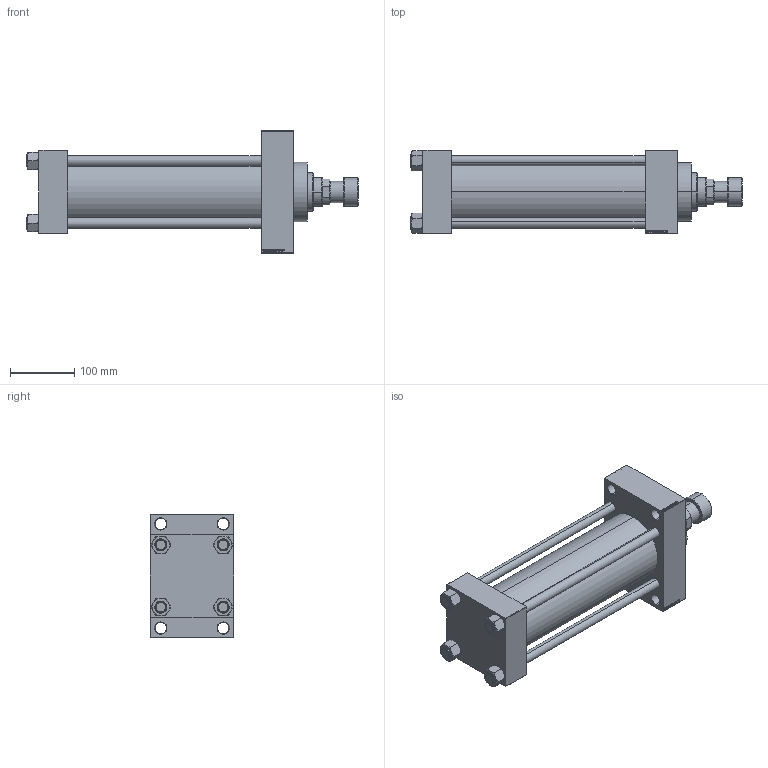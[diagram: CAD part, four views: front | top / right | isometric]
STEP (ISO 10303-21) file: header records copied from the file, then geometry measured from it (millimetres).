
FILE_DESCRIPTION (( 'STEP AP203' ), '1' );
FILE_NAME ('7feb.STEP', '2023-09-06T11:32:43', ( '' ), ( '' ), 'SwSTEP 2.0', 'SolidWorks 2019', '' );
FILE_SCHEMA (( 'CONFIG_CONTROL_DESIGN' ));
Length unit declared in the file: millimetre
Products named in the file (7): V215CR_D_Body a2064bbc6b620b49ad7a0cc107f29760; 7feb; NUT_M5_D a2064bbc6b620b49ad7a0cc107f29760; V215_VC_A a2064bbc6b620b49ad7a0cc107f29760; V215CR_VCP_D a2064bbc6b620b49ad7a0cc107f29760; V215CR_ROD_END_F a2064bbc6b620b49ad7a0cc107f29760; V215CR_D_TYCINKA a2064bbc6b620b49ad7a0cc107f29760
Assembly tree (12 placements, depth 2):
  7feb
    V215CR_D_Body a2064bbc6b620b49ad7a0cc107f29760
    V215CR_VCP_D a2064bbc6b620b49ad7a0cc107f29760
    NUT_M5_D a2064bbc6b620b49ad7a0cc107f29760  x4
    V215CR_D_TYCINKA a2064bbc6b620b49ad7a0cc107f29760  x4
    V215_VC_A a2064bbc6b620b49ad7a0cc107f29760
    V215CR_ROD_END_F a2064bbc6b620b49ad7a0cc107f29760
Bounding box: 517 x 130 x 190 mm (x, y, z)
Volume: 3433096.4 mm3; surface area: 588380.9 mm2
Topology: 12 solids, 12 shells, 1165 faces, 2928 edges, 1899 vertices
Faces by surface type: plane 548, bspline 368, cone 144, cylinder 93, torus 12
Entity records: 48131 total; most frequent: CARTESIAN_POINT 25238, ORIENTED_EDGE 5120, DIRECTION 3344, EDGE_CURVE 2560, VERTEX_POINT 1677, LINE 1534, VECTOR 1534, EDGE_LOOP 1141
